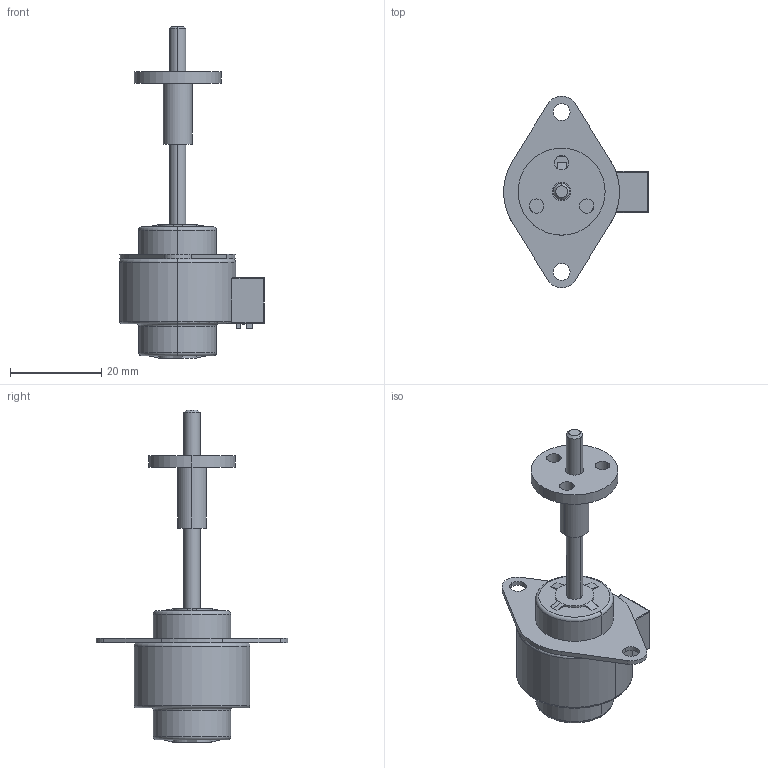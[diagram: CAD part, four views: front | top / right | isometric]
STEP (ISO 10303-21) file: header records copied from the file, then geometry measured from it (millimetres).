
FILE_DESCRIPTION (( 'STEP AP214' ), '1' );
FILE_NAME ('AMETEK-E25443-05-50-NW.STEP', '2022-12-08T19:09:38', ( '' ), ( '' ), 'SwSTEP 2.0', 'SolidWorks 2022', '' );
FILE_SCHEMA (( 'AUTOMOTIVE_DESIGN' ));
Length unit declared in the file: millimetre
Products named in the file (3): AMETEK-E25443-05-50-NW; G4 25000 External Linear Nut; G4 25000 External_默认
Assembly tree (2 placements, depth 2):
  AMETEK-E25443-05-50-NW
    G4 25000 External_默认
    G4 25000 External Linear Nut
Bounding box: 31.7 x 42 x 72.7 mm (x, y, z)
Volume: 12738.3 mm3; surface area: 5895.2 mm2
Topology: 2 solids, 2 shells, 197 faces, 501 edges, 318 vertices
Faces by surface type: cylinder 90, plane 79, cone 12, torus 10, sphere 4, bspline 2
Entity records: 8088 total; most frequent: CARTESIAN_POINT 2379, ORIENTED_EDGE 994, DIRECTION 933, EDGE_CURVE 497, AXIS2_PLACEMENT_3D 345, VERTEX_POINT 318, LINE 243, VECTOR 243
